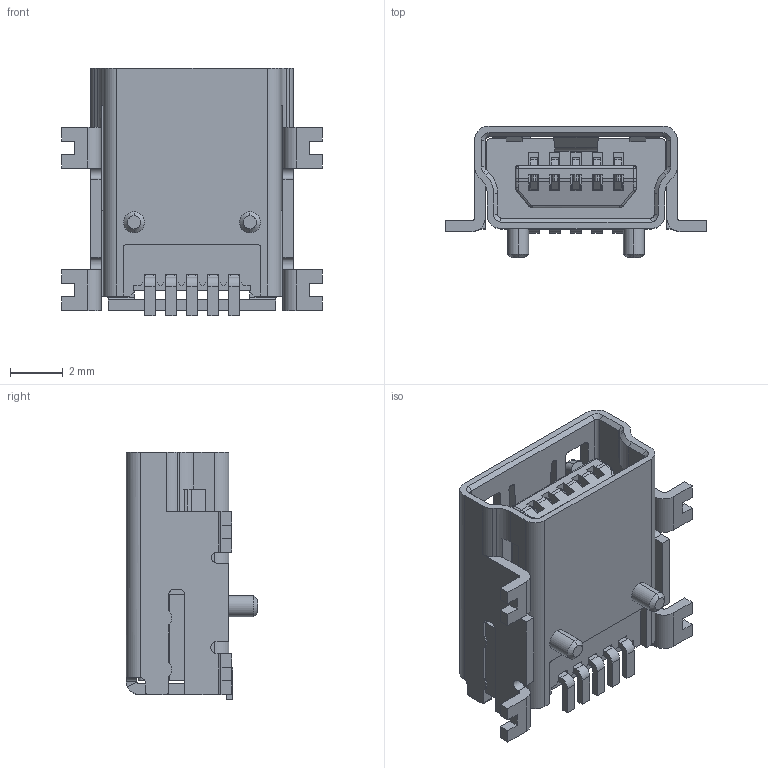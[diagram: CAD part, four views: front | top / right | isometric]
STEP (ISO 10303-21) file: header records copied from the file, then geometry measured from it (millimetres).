
FILE_DESCRIPTION(('FreeCAD Model'),'2;1');
FILE_NAME('FCI_USB_10033526-N3212LF004.step', '2017-03-23T15:11:23',('kicad StepUp'),('ksu MCAD'), 'Open CASCADE STEP processor 6.8','FreeCAD','Unknown');
FILE_SCHEMA(('AUTOMOTIVE_DESIGN_CC2 { 1 2 10303 214 -1 1 5 4 }'));
Length unit declared in the file: millimetre
Products named in the file (1): FCI_USB_10033526-N3212LF004
Bounding box: 9.9 x 5 x 9.4 mm (x, y, z)
Surface area: 698 mm2 (no closed solid volume)
Topology: 0 solids, 1 shells, 897 faces, 2578 edges, 1642 vertices
Faces by surface type: plane 590, cylinder 232, bspline 63, cone 10, torus 2
Entity records: 37603 total; most frequent: CARTESIAN_POINT 8017, ORIENTED_EDGE 5150, DIRECTION 4481, EDGE_CURVE 2578, LINE 2015, VECTOR 2015, VERTEX_POINT 1642, AXIS2_PLACEMENT_3D 1233
